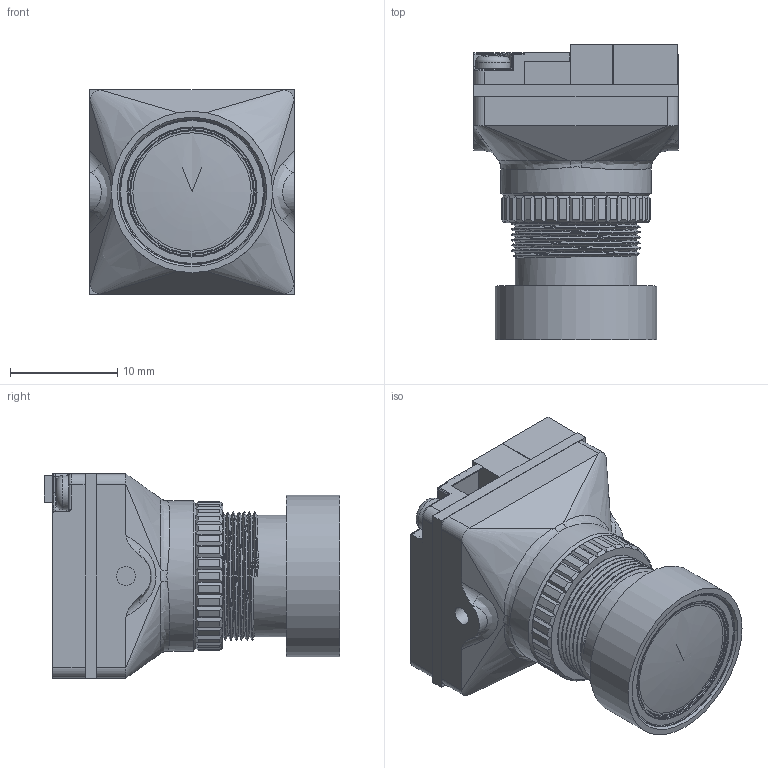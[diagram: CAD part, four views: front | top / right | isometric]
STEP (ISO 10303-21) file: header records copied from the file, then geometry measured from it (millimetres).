
FILE_DESCRIPTION(('FreeCAD Model'),'2;1');
FILE_NAME('Open CASCADE Shape Model','2025-04-26T20:00:56',('FreeCAD'),( 'FreeCAD'),'Open CASCADE STEP processor 7.6','FreeCAD','Unknown');
FILE_SCHEMA(('AUTOMOTIVE_DESIGN { 1 0 10303 214 1 1 1 1 }'));
Length unit declared in the file: millimetre
Products named in the file (1): Open CASCADE STEP translator 7.6 1
Bounding box: 19 x 27.5 x 19 mm (x, y, z)
Volume: 4362.9 mm3; surface area: 4315.5 mm2
Topology: 5 solids, 5 shells, 1051 faces, 2427 edges, 1390 vertices
Faces by surface type: plane 846, cylinder 110, bspline 50, torus 42, sphere 2, cone 1
Full cylindrical faces by diameter (mm): 1.75 x2, 3.2 x2, 11 x1, 11.348 x6, 11.927 x5, 14 x1, 15 x1
Entity records: 32932 total; most frequent: CARTESIAN_POINT 9723, ORIENTED_EDGE 4850, DIRECTION 4640, EDGE_CURVE 2425, LINE 1860, VECTOR 1860, AXIS2_PLACEMENT_3D 1390, VERTEX_POINT 1390
